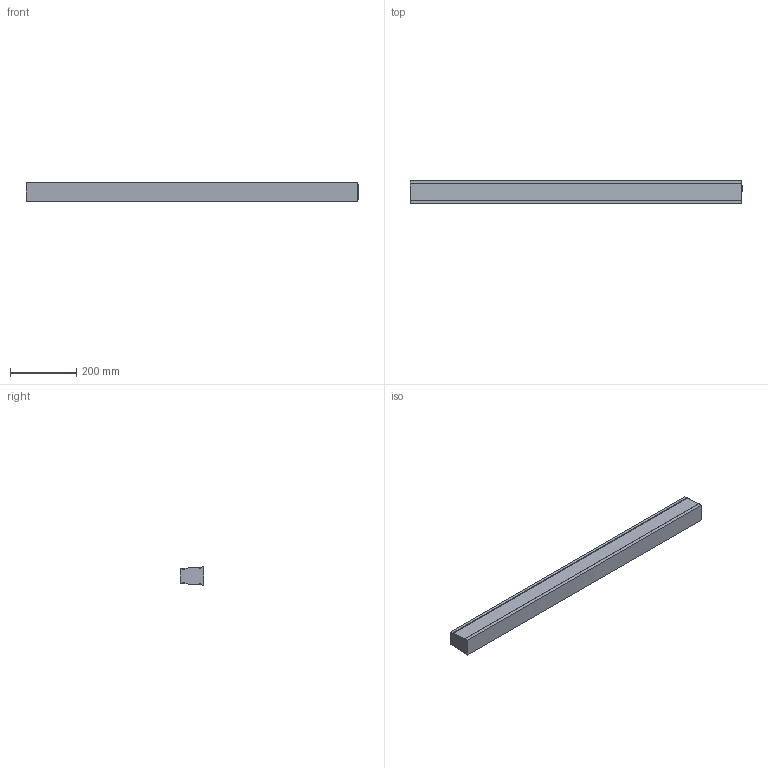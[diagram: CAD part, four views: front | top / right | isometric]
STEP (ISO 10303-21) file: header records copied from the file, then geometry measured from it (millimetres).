
FILE_DESCRIPTION (( 'STEP AP214' ), '1' );
FILE_NAME ('LED MALL ECO (1000).STEP', '2018-07-30T08:30:46', ( '' ), ( '' ), 'SwSTEP 2.0', 'SolidWorks 2013', '' );
FILE_SCHEMA (( 'AUTOMOTIVE_DESIGN' ));
Length unit declared in the file: millimetre
Products named in the file (1): LED MALL ECO (1000)
Bounding box: 1003 x 71 x 55 mm (x, y, z)
Volume: 3499651.1 mm3; surface area: 289949.9 mm2
Topology: 1 solids, 1 shells, 186 faces, 458 edges, 300 vertices
Faces by surface type: plane 156, torus 16, cylinder 14
Entity records: 5832 total; most frequent: CARTESIAN_POINT 945, DIRECTION 924, ORIENTED_EDGE 916, EDGE_CURVE 458, LINE 366, VECTOR 366, VERTEX_POINT 300, AXIS2_PLACEMENT_3D 279
